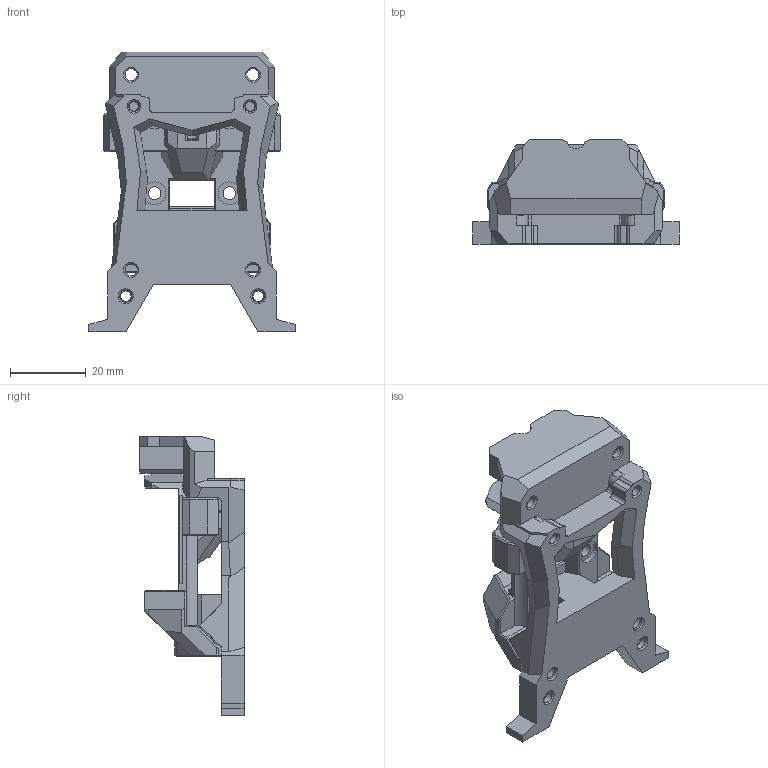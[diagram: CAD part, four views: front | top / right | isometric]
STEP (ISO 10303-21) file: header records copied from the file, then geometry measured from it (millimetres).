
FILE_DESCRIPTION(/* description */ (''),/* implementation_level */ '2;1');
FILE_NAME(/* name */ 'StealthChanger_Tripod_v30.step',/* time_stamp */ '2023-12-16T16:25:21Z',/* author */ (''),/* organization */ (''),/* preprocessor_version */ 'ST-DEVELOPER v20',/* originating_system */ 'Autodesk Translation Framework v12.14.0.127',/* authorisation */ '');
FILE_SCHEMA (('AUTOMOTIVE_DESIGN { 1 0 10303 214 3 1 1 }'));
Length unit declared in the file: millimetre
Products named in the file (1): StealthChanger_Tripod
Bounding box: 54.7 x 27.58 x 74.12 mm (x, y, z)
Volume: 28703.2 mm3; surface area: 19385.9 mm2
Topology: 5 solids, 5 shells, 864 faces, 2343 edges, 1513 vertices
Faces by surface type: plane 657, cylinder 158, cone 45, bspline 4
Full cylindrical faces by diameter (mm): 2.529 x8, 2.8 x12, 3.2 x7, 3.4 x4, 4.7 x5, 5.1 x3, 6 x4
Entity records: 35538 total; most frequent: CARTESIAN_POINT 13468, ORIENTED_EDGE 4686, DIRECTION 4403, EDGE_CURVE 2343, LINE 1835, VECTOR 1835, VERTEX_POINT 1513, AXIS2_PLACEMENT_3D 1284
